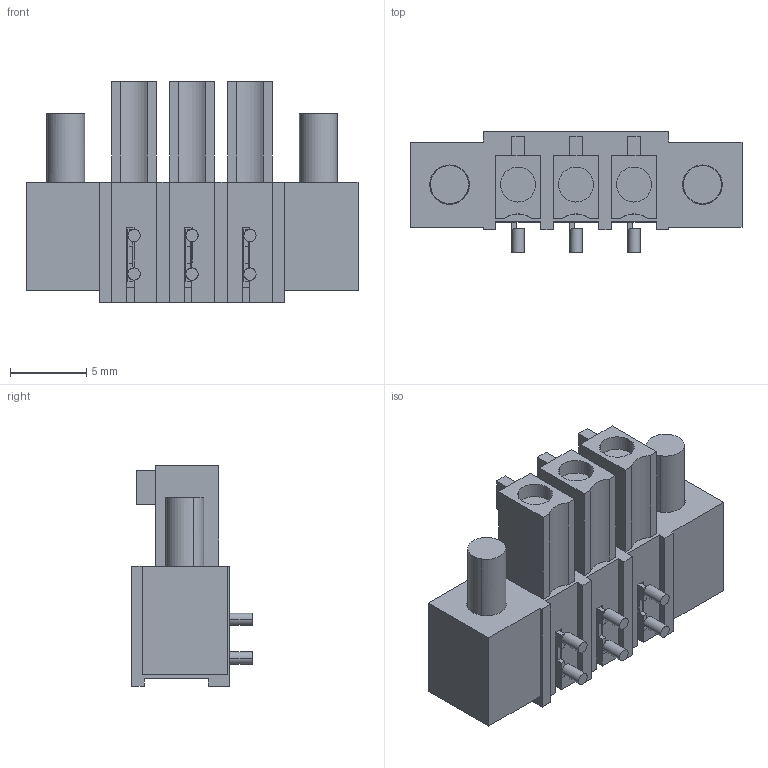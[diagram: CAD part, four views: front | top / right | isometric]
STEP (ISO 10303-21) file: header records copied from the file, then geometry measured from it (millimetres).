
FILE_DESCRIPTION(('CATIA V5 STEP Exchange'),'2;1');
FILE_NAME ('D1460882_0_1975700000_1975700000.stp','2016-11-26T10:07:43+00:00',('none'),('Weidmueller'),'CATIA Version 5-6 Release 2014','CATIA V5 STEP AP203','none');
FILE_SCHEMA(('CONFIG_CONTROL_DESIGN'));
Length unit declared in the file: millimetre
Products named in the file (1): 1975700000_S
Bounding box: 21.82 x 7.95 x 14.5 mm (x, y, z)
Volume: 1092.9 mm3; surface area: 1478.5 mm2
Topology: 6 solids, 6 shells, 227 faces, 574 edges, 378 vertices
Faces by surface type: plane 184, cylinder 43
Entity records: 6558 total; most frequent: CARTESIAN_POINT 1251, ORIENTED_EDGE 1148, DIRECTION 924, EDGE_CURVE 574, VECTOR 468, LINE 468, VERTEX_POINT 378, AXIS2_PLACEMENT_3D 272
